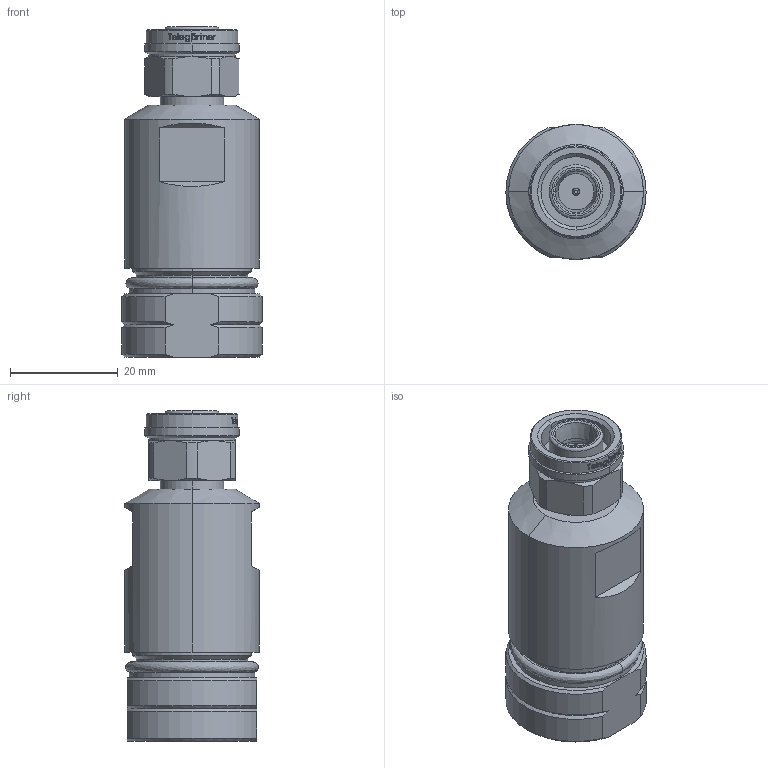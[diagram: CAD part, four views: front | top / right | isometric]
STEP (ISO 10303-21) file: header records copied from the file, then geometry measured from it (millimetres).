
FILE_DESCRIPTION (( 'STEP AP214' ), '1' );
FILE_NAME ('J01460A0012.STEP', '2020-01-13T07:35:00', ( '' ), ( '' ), 'SwSTEP 2.0', 'SolidWorks 2018', '' );
FILE_SCHEMA (( 'AUTOMOTIVE_DESIGN' ));
Length unit declared in the file: millimetre
Products named in the file (1): J01460A0012
Bounding box: 26 x 25 x 61.2 mm (x, y, z)
Volume: 24069.8 mm3; surface area: 6756.3 mm2
Topology: 2 solids, 2 shells, 275 faces, 683 edges, 438 vertices
Faces by surface type: bspline 87, plane 84, cylinder 56, cone 38, torus 10
Entity records: 16735 total; most frequent: CARTESIAN_POINT 7901, ORIENTED_EDGE 1366, DIRECTION 924, EDGE_CURVE 683, VERTEX_POINT 438, AXIS2_PLACEMENT_3D 371, B_SPLINE_CURVE_WITH_KNOTS 311, EDGE_LOOP 303
